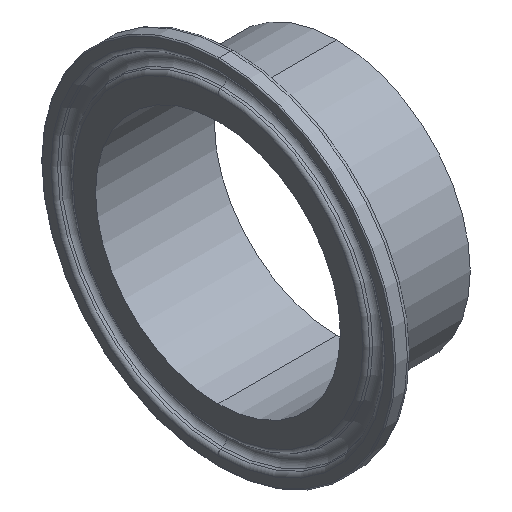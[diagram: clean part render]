
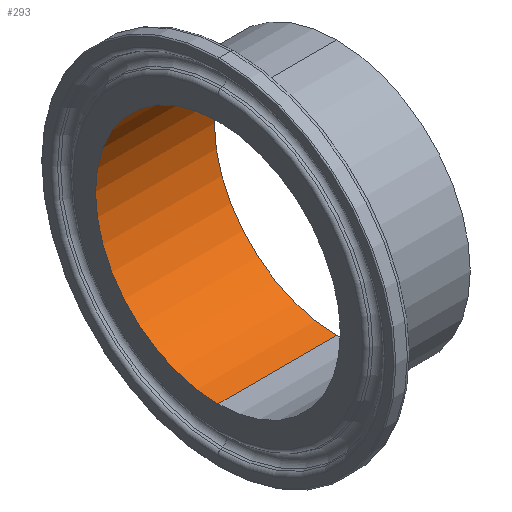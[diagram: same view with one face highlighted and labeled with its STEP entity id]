
A CAD part, isometric view. The second image highlights one B-rep face of the part: STEP entity #293.
In plain terms, the highlighted cylindrical face has radius 22.15 mm (diameter 44.3 mm), a partial arc.
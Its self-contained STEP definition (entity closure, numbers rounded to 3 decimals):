
#47 = CYLINDRICAL_SURFACE ( 'NONE', #652, 22.15 ) ;
#58 = FACE_OUTER_BOUND ( 'NONE', #659, .T. ) ;
#147 = LINE ( 'NONE', #367, #257 ) ;
#155 = VERTEX_POINT ( 'NONE', #388 ) ;
#158 = CARTESIAN_POINT ( 'NONE',  ( 0., 0., -22.15 ) ) ;
#171 = CARTESIAN_POINT ( 'NONE',  ( 0., 0., 0. ) ) ;
#183 = CIRCLE ( 'NONE', #728, 22.15 ) ;
#185 = EDGE_CURVE ( 'NONE', #416, #316, #183, .T. ) ;
#199 = DIRECTION ( 'NONE',  ( -1., 0., 0. ) ) ;
#220 = CARTESIAN_POINT ( 'NONE',  ( 21.5, 0., 22.15 ) ) ;
#227 = CARTESIAN_POINT ( 'NONE',  ( 0., 0., 0. ) ) ;
#240 = EDGE_CURVE ( 'NONE', #155, #316, #691, .T. ) ;
#257 = VECTOR ( 'NONE', #199, 1000. ) ;
#259 = ORIENTED_EDGE ( 'NONE', *, *, #185, .T. ) ;
#263 = VERTEX_POINT ( 'NONE', #220 ) ;
#283 = VECTOR ( 'NONE', #511, 1000. ) ;
#292 = EDGE_CURVE ( 'NONE', #263, #155, #435, .T. ) ;
#293 = ADVANCED_FACE ( 'NONE', ( #58 ), #47, .F. ) ;
#298 = AXIS2_PLACEMENT_3D ( 'NONE', #467, #514, #755 ) ;
#311 = ORIENTED_EDGE ( 'NONE', *, *, #292, .F. ) ;
#316 = VERTEX_POINT ( 'NONE', #158 ) ;
#367 = CARTESIAN_POINT ( 'NONE',  ( 0., 0., 22.15 ) ) ;
#387 = CARTESIAN_POINT ( 'NONE',  ( 0., 0., -22.15 ) ) ;
#388 = CARTESIAN_POINT ( 'NONE',  ( 21.5, 0., -22.15 ) ) ;
#416 = VERTEX_POINT ( 'NONE', #668 ) ;
#435 = CIRCLE ( 'NONE', #298, 22.15 ) ;
#467 = CARTESIAN_POINT ( 'NONE',  ( 21.5, 0., 0. ) ) ;
#510 = ORIENTED_EDGE ( 'NONE', *, *, #240, .F. ) ;
#511 = DIRECTION ( 'NONE',  ( -1., 0., 0. ) ) ;
#514 = DIRECTION ( 'NONE',  ( -1., 0., 0. ) ) ;
#516 = DIRECTION ( 'NONE',  ( -1., 0., 0. ) ) ;
#636 = DIRECTION ( 'NONE',  ( 0., 0., 1. ) ) ;
#638 = DIRECTION ( 'NONE',  ( 0., 0., 1. ) ) ;
#652 = AXIS2_PLACEMENT_3D ( 'NONE', #227, #698, #638 ) ;
#659 = EDGE_LOOP ( 'NONE', ( #510, #311, #729, #259 ) ) ;
#668 = CARTESIAN_POINT ( 'NONE',  ( 0., 0., 22.15 ) ) ;
#691 = LINE ( 'NONE', #387, #283 ) ;
#698 = DIRECTION ( 'NONE',  ( -1., 0., 0. ) ) ;
#716 = EDGE_CURVE ( 'NONE', #263, #416, #147, .T. ) ;
#728 = AXIS2_PLACEMENT_3D ( 'NONE', #171, #516, #636 ) ;
#729 = ORIENTED_EDGE ( 'NONE', *, *, #716, .T. ) ;
#755 = DIRECTION ( 'NONE',  ( 0., 0., 1. ) ) ;
